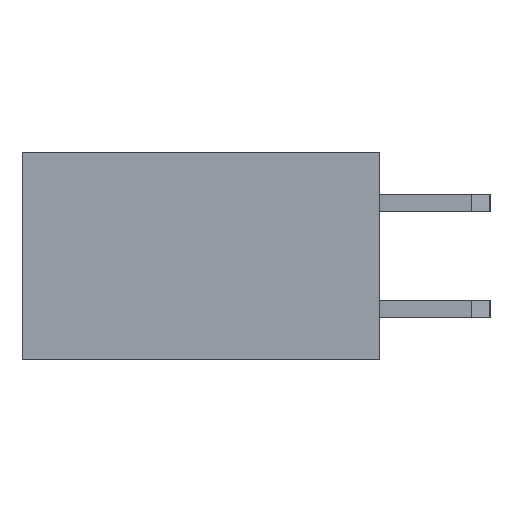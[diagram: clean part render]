
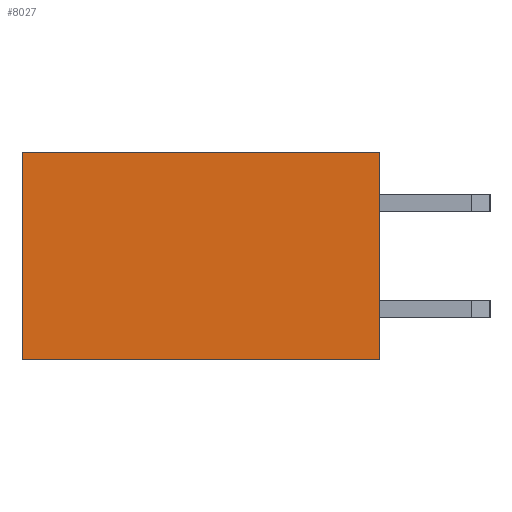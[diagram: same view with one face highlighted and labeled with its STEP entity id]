
A CAD part, left-side view. The second image highlights one B-rep face of the part: STEP entity #8027.
In plain terms, the highlighted planar face has unit normal (-1, 0, 0).
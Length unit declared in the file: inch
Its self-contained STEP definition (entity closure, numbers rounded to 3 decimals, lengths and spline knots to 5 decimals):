
#1807=ORIENTED_EDGE('',*,*,#3280,.T.);
#1808=ORIENTED_EDGE('',*,*,#2859,.F.);
#1809=ORIENTED_EDGE('',*,*,#3311,.F.);
#1810=ORIENTED_EDGE('',*,*,#2851,.T.);
#2851=EDGE_CURVE('',#3772,#3771,#4691,.T.);
#2859=EDGE_CURVE('',#3779,#3780,#4699,.T.);
#3280=EDGE_CURVE('',#3771,#3780,#5120,.T.);
#3311=EDGE_CURVE('',#3772,#3779,#5151,.T.);
#3771=VERTEX_POINT('',#11678);
#3772=VERTEX_POINT('',#11680);
#3779=VERTEX_POINT('',#11695);
#3780=VERTEX_POINT('',#11697);
#4691=LINE('',#11679,#5795);
#4699=LINE('',#11696,#5803);
#5120=LINE('',#12537,#6224);
#5151=LINE('',#12584,#6255);
#5795=VECTOR('',#9555,39.37008);
#5803=VECTOR('',#9565,39.37008);
#6224=VECTOR('',#10228,39.37008);
#6255=VECTOR('',#10291,39.37008);
#6671=EDGE_LOOP('',(#1807,#1808,#1809,#1810));
#7163=FACE_BOUND('',#6671,.T.);
#7625=PLANE('',#8456);
#8027=ADVANCED_FACE('',(#7163),#7625,.F.);
#8456=AXIS2_PLACEMENT_3D('',#12583,#10289,#10290);
#9555=DIRECTION('',(0.,-1.,0.));
#9565=DIRECTION('',(0.,-1.,0.));
#10228=DIRECTION('',(0.,0.,1.));
#10289=DIRECTION('',(1.,0.,0.));
#10290=DIRECTION('',(0.,0.,-1.));
#10291=DIRECTION('',(0.,0.,1.));
#11678=CARTESIAN_POINT('',(-0.76,0.,-0.0975));
#11679=CARTESIAN_POINT('',(-0.76,0.335,-0.0975));
#11680=CARTESIAN_POINT('',(-0.76,0.335,-0.0975));
#11695=CARTESIAN_POINT('',(-0.76,0.335,0.0975));
#11696=CARTESIAN_POINT('',(-0.76,0.335,0.0975));
#11697=CARTESIAN_POINT('',(-0.76,0.,0.0975));
#12537=CARTESIAN_POINT('',(-0.76,0.,-0.0975));
#12583=CARTESIAN_POINT('',(-0.76,0.335,-0.0975));
#12584=CARTESIAN_POINT('',(-0.76,0.335,-0.0975));
